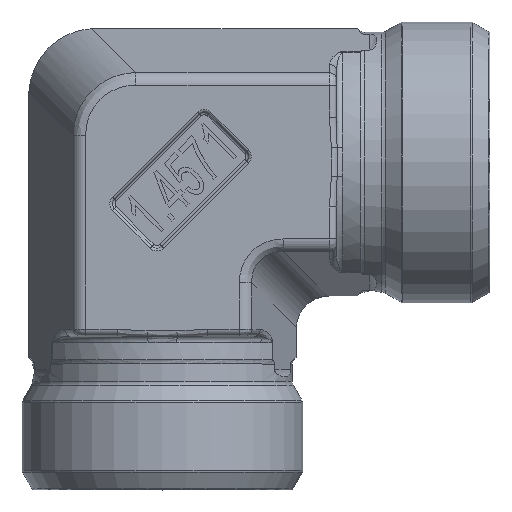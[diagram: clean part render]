
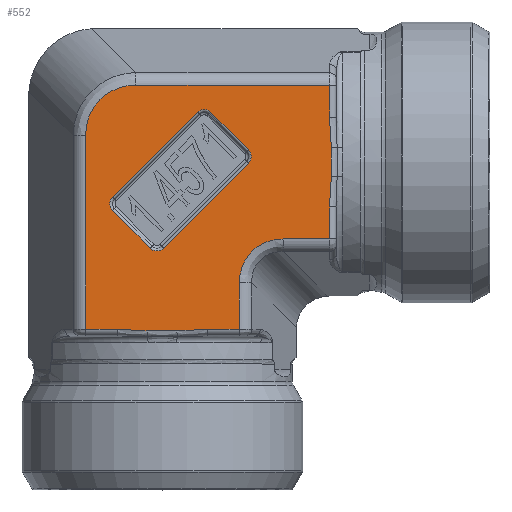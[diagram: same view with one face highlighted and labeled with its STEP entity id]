
A CAD part, top view. The second image highlights one B-rep face of the part: STEP entity #552.
In plain terms, the highlighted planar face has unit normal (0, 0, 1).
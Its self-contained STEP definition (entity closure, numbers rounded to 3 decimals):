
#280=ELLIPSE('',#4685,7.873,7.);
#281=ELLIPSE('',#4686,8.998,8.);
#552=ADVANCED_FACE('',(#1563,#1564),#834,.T.);
#834=PLANE('',#4687);
#962=LINE('',#6750,#1166);
#963=LINE('',#6755,#1167);
#964=LINE('',#6759,#1168);
#965=LINE('',#6763,#1169);
#966=LINE('',#6775,#1170);
#967=LINE('',#6777,#1171);
#968=LINE('',#6781,#1172);
#969=LINE('',#6783,#1173);
#970=LINE('',#6806,#1174);
#971=LINE('',#6808,#1175);
#972=LINE('',#6812,#1176);
#973=LINE('',#6814,#1177);
#1166=VECTOR('',#5180,1.);
#1167=VECTOR('',#5183,1.);
#1168=VECTOR('',#5186,1.);
#1169=VECTOR('',#5189,1.);
#1170=VECTOR('',#5192,1.);
#1171=VECTOR('',#5193,1.);
#1172=VECTOR('',#5196,1.);
#1173=VECTOR('',#5197,1.);
#1174=VECTOR('',#5198,1.);
#1175=VECTOR('',#5199,1.);
#1176=VECTOR('',#5202,1.);
#1177=VECTOR('',#5203,1.);
#1375=CIRCLE('',#4681,1.4);
#1376=CIRCLE('',#4682,1.4);
#1377=CIRCLE('',#4683,1.4);
#1378=CIRCLE('',#4684,1.4);
#1563=FACE_BOUND('',#1647,.T.);
#1564=FACE_BOUND('',#1648,.T.);
#1647=EDGE_LOOP('',(#2084,#2085,#2086,#2087,#2088,#2089,#2090,#2091));
#1648=EDGE_LOOP('',(#2092,#2093,#2094,#2095,#2096,#2097,#2098,#2099,#2100,
#2101,#2102,#2103,#2104,#2105,#2106,#2107));
#2084=ORIENTED_EDGE('',*,*,#3850,.T.);
#2085=ORIENTED_EDGE('',*,*,#3851,.T.);
#2086=ORIENTED_EDGE('',*,*,#3852,.T.);
#2087=ORIENTED_EDGE('',*,*,#3853,.T.);
#2088=ORIENTED_EDGE('',*,*,#3854,.T.);
#2089=ORIENTED_EDGE('',*,*,#3855,.T.);
#2090=ORIENTED_EDGE('',*,*,#3856,.T.);
#2091=ORIENTED_EDGE('',*,*,#3857,.T.);
#2092=ORIENTED_EDGE('',*,*,#3858,.T.);
#2093=ORIENTED_EDGE('',*,*,#3859,.T.);
#2094=ORIENTED_EDGE('',*,*,#3860,.T.);
#2095=ORIENTED_EDGE('',*,*,#3861,.T.);
#2096=ORIENTED_EDGE('',*,*,#3862,.T.);
#2097=ORIENTED_EDGE('',*,*,#3863,.T.);
#2098=ORIENTED_EDGE('',*,*,#3864,.T.);
#2099=ORIENTED_EDGE('',*,*,#3865,.T.);
#2100=ORIENTED_EDGE('',*,*,#3866,.T.);
#2101=ORIENTED_EDGE('',*,*,#3867,.T.);
#2102=ORIENTED_EDGE('',*,*,#3868,.T.);
#2103=ORIENTED_EDGE('',*,*,#3869,.F.);
#2104=ORIENTED_EDGE('',*,*,#3870,.F.);
#2105=ORIENTED_EDGE('',*,*,#3871,.T.);
#2106=ORIENTED_EDGE('',*,*,#3872,.T.);
#2107=ORIENTED_EDGE('',*,*,#3873,.T.);
#3420=VERTEX_POINT('',#6751);
#3421=VERTEX_POINT('',#6752);
#3422=VERTEX_POINT('',#6754);
#3423=VERTEX_POINT('',#6756);
#3424=VERTEX_POINT('',#6758);
#3425=VERTEX_POINT('',#6760);
#3426=VERTEX_POINT('',#6762);
#3427=VERTEX_POINT('',#6764);
#3428=VERTEX_POINT('',#6773);
#3429=VERTEX_POINT('',#6774);
#3430=VERTEX_POINT('',#6776);
#3431=VERTEX_POINT('',#6778);
#3432=VERTEX_POINT('',#6780);
#3433=VERTEX_POINT('',#6782);
#3434=VERTEX_POINT('',#6784);
#3435=VERTEX_POINT('',#6792);
#3436=VERTEX_POINT('',#6797);
#3437=VERTEX_POINT('',#6805);
#3438=VERTEX_POINT('',#6807);
#3439=VERTEX_POINT('',#6809);
#3440=VERTEX_POINT('',#6811);
#3441=VERTEX_POINT('',#6813);
#3442=VERTEX_POINT('',#6815);
#3443=VERTEX_POINT('',#6823);
#3850=EDGE_CURVE('',#3420,#3421,#962,.T.);
#3851=EDGE_CURVE('',#3421,#3422,#1375,.T.);
#3852=EDGE_CURVE('',#3422,#3423,#963,.T.);
#3853=EDGE_CURVE('',#3423,#3424,#1376,.T.);
#3854=EDGE_CURVE('',#3424,#3425,#964,.T.);
#3855=EDGE_CURVE('',#3425,#3426,#1377,.T.);
#3856=EDGE_CURVE('',#3426,#3427,#965,.T.);
#3857=EDGE_CURVE('',#3427,#3420,#1378,.T.);
#3858=EDGE_CURVE('',#3428,#3429,#4468,.T.);
#3859=EDGE_CURVE('',#3429,#3430,#966,.T.);
#3860=EDGE_CURVE('',#3430,#3431,#967,.T.);
#3861=EDGE_CURVE('',#3431,#3432,#280,.T.);
#3862=EDGE_CURVE('',#3432,#3433,#968,.T.);
#3863=EDGE_CURVE('',#3433,#3434,#969,.T.);
#3864=EDGE_CURVE('',#3434,#3435,#4469,.T.);
#3865=EDGE_CURVE('',#3435,#3436,#4470,.T.);
#3866=EDGE_CURVE('',#3436,#3437,#4471,.T.);
#3867=EDGE_CURVE('',#3437,#3438,#970,.T.);
#3868=EDGE_CURVE('',#3438,#3439,#971,.T.);
#3869=EDGE_CURVE('',#3440,#3439,#281,.T.);
#3870=EDGE_CURVE('',#3441,#3440,#972,.T.);
#3871=EDGE_CURVE('',#3441,#3442,#973,.T.);
#3872=EDGE_CURVE('',#3442,#3443,#4472,.T.);
#3873=EDGE_CURVE('',#3443,#3428,#4473,.T.);
#4468=B_SPLINE_CURVE_WITH_KNOTS('',3,(#6766,#6767,#6768,#6769,#6770,#6771,
#6772),.UNSPECIFIED.,.F.,.F.,(4,3,4),(0.,0.875,1.),
 .UNSPECIFIED.);
#4469=B_SPLINE_CURVE_WITH_KNOTS('',3,(#6785,#6786,#6787,#6788,#6789,#6790,
#6791),.UNSPECIFIED.,.F.,.F.,(4,3,4),(0.,0.125,1.),
 .UNSPECIFIED.);
#4470=B_SPLINE_CURVE_WITH_KNOTS('',3,(#6793,#6794,#6795,#6796),
 .UNSPECIFIED.,.F.,.F.,(4,4),(0.,1.),.UNSPECIFIED.);
#4471=B_SPLINE_CURVE_WITH_KNOTS('',3,(#6798,#6799,#6800,#6801,#6802,#6803,
#6804),.UNSPECIFIED.,.F.,.F.,(4,3,4),(0.,0.123,1.),
 .UNSPECIFIED.);
#4472=B_SPLINE_CURVE_WITH_KNOTS('',3,(#6816,#6817,#6818,#6819,#6820,#6821,
#6822),.UNSPECIFIED.,.F.,.F.,(4,3,4),(0.,0.877,1.),
 .UNSPECIFIED.);
#4473=B_SPLINE_CURVE_WITH_KNOTS('',3,(#6824,#6825,#6826,#6827),
 .UNSPECIFIED.,.F.,.F.,(4,4),(0.,1.),.UNSPECIFIED.);
#4681=AXIS2_PLACEMENT_3D('',#6753,#5181,#5182);
#4682=AXIS2_PLACEMENT_3D('',#6757,#5184,#5185);
#4683=AXIS2_PLACEMENT_3D('',#6761,#5187,#5188);
#4684=AXIS2_PLACEMENT_3D('',#6765,#5190,#5191);
#4685=AXIS2_PLACEMENT_3D('',#6779,#5194,#5195);
#4686=AXIS2_PLACEMENT_3D('',#6810,#5200,#5201);
#4687=AXIS2_PLACEMENT_3D('',#6828,#5204,#5205);
#5180=DIRECTION('',(-0.707,-0.707,0.));
#5181=DIRECTION('',(0.,0.,-1.));
#5182=DIRECTION('',(1.,0.,0.));
#5183=DIRECTION('',(-0.707,0.707,0.));
#5184=DIRECTION('',(0.,0.,-1.));
#5185=DIRECTION('',(1.,0.,0.));
#5186=DIRECTION('',(0.707,0.707,0.));
#5187=DIRECTION('',(0.,0.,-1.));
#5188=DIRECTION('',(1.,0.,0.));
#5189=DIRECTION('',(0.707,-0.707,0.));
#5190=DIRECTION('',(0.,0.,-1.));
#5191=DIRECTION('',(1.,0.,0.));
#5192=DIRECTION('',(1.,0.,0.));
#5193=DIRECTION('',(0.,1.,0.));
#5194=DIRECTION('',(0.,0.,-1.));
#5195=DIRECTION('',(0.707,-0.707,0.));
#5196=DIRECTION('',(1.,0.,0.));
#5197=DIRECTION('',(0.,1.,0.));
#5198=DIRECTION('',(0.,1.,0.));
#5199=DIRECTION('',(-1.,0.,0.));
#5200=DIRECTION('',(0.,0.,-1.));
#5201=DIRECTION('',(-0.707,0.707,0.));
#5202=DIRECTION('',(0.,1.,0.));
#5203=DIRECTION('',(1.,0.,0.));
#5204=DIRECTION('',(0.,0.,1.));
#5205=DIRECTION('',(1.,0.,0.));
#6750=CARTESIAN_POINT('',(-0.549,-13.593,20.5));
#6751=CARTESIAN_POINT('',(12.886,-0.158,20.5));
#6752=CARTESIAN_POINT('',(0.158,-12.886,20.5));
#6753=CARTESIAN_POINT('',(-0.832,-11.896,20.5));
#6754=CARTESIAN_POINT('',(-1.821,-12.886,20.5));
#6755=CARTESIAN_POINT('',(-8.185,-6.522,20.5));
#6756=CARTESIAN_POINT('',(-7.478,-7.23,20.5));
#6757=CARTESIAN_POINT('',(-6.488,-6.24,20.5));
#6758=CARTESIAN_POINT('',(-7.478,-5.25,20.5));
#6759=CARTESIAN_POINT('',(5.957,8.185,20.5));
#6760=CARTESIAN_POINT('',(5.25,7.478,20.5));
#6761=CARTESIAN_POINT('',(6.24,6.488,20.5));
#6762=CARTESIAN_POINT('',(7.23,7.478,20.5));
#6763=CARTESIAN_POINT('',(13.593,1.114,20.5));
#6764=CARTESIAN_POINT('',(12.886,1.821,20.5));
#6765=CARTESIAN_POINT('',(11.896,0.832,20.5));
#6766=CARTESIAN_POINT('',(2.157,-25.271,20.5));
#6767=CARTESIAN_POINT('',(3.487,-25.186,20.5));
#6768=CARTESIAN_POINT('',(4.815,-25.044,20.5));
#6769=CARTESIAN_POINT('',(6.148,-25.008,20.5));
#6770=CARTESIAN_POINT('',(6.338,-25.003,20.5));
#6771=CARTESIAN_POINT('',(6.528,-25.,20.5));
#6772=CARTESIAN_POINT('',(6.719,-25.,20.5));
#6773=CARTESIAN_POINT('',(2.157,-25.271,20.5));
#6774=CARTESIAN_POINT('',(6.719,-25.,20.5));
#6775=CARTESIAN_POINT('',(6.549,-25.,20.5));
#6776=CARTESIAN_POINT('',(11.502,-25.,20.5));
#6777=CARTESIAN_POINT('',(11.502,12.903,20.5));
#6778=CARTESIAN_POINT('',(11.502,-18.08,20.5));
#6779=CARTESIAN_POINT('',(18.951,-18.951,20.5));
#6780=CARTESIAN_POINT('',(18.08,-11.502,20.5));
#6781=CARTESIAN_POINT('',(6.549,-11.502,20.5));
#6782=CARTESIAN_POINT('',(25.,-11.502,20.5));
#6783=CARTESIAN_POINT('',(25.,-2.267,20.5));
#6784=CARTESIAN_POINT('',(25.,-6.719,20.5));
#6785=CARTESIAN_POINT('',(25.,-6.719,20.5));
#6786=CARTESIAN_POINT('',(25.,-6.528,20.5));
#6787=CARTESIAN_POINT('',(25.003,-6.338,20.5));
#6788=CARTESIAN_POINT('',(25.008,-6.148,20.5));
#6789=CARTESIAN_POINT('',(25.044,-4.815,20.5));
#6790=CARTESIAN_POINT('',(25.186,-3.487,20.5));
#6791=CARTESIAN_POINT('',(25.271,-2.157,20.5));
#6792=CARTESIAN_POINT('',(25.271,-2.157,20.5));
#6793=CARTESIAN_POINT('',(25.271,-2.157,20.5));
#6794=CARTESIAN_POINT('',(25.363,-0.719,20.5));
#6795=CARTESIAN_POINT('',(25.363,0.719,20.5));
#6796=CARTESIAN_POINT('',(25.271,2.157,20.5));
#6797=CARTESIAN_POINT('',(25.271,2.157,20.5));
#6798=CARTESIAN_POINT('',(25.271,2.157,20.5));
#6799=CARTESIAN_POINT('',(25.259,2.344,20.5));
#6800=CARTESIAN_POINT('',(25.246,2.531,20.5));
#6801=CARTESIAN_POINT('',(25.233,2.719,20.5));
#6802=CARTESIAN_POINT('',(25.135,4.051,20.5));
#6803=CARTESIAN_POINT('',(25.,5.383,20.5));
#6804=CARTESIAN_POINT('',(25.,6.719,20.5));
#6805=CARTESIAN_POINT('',(25.,6.719,20.5));
#6806=CARTESIAN_POINT('',(25.,11.502,20.5));
#6807=CARTESIAN_POINT('',(25.,11.502,20.5));
#6808=CARTESIAN_POINT('',(6.549,11.502,20.5));
#6809=CARTESIAN_POINT('',(-3.985,11.502,20.5));
#6810=CARTESIAN_POINT('',(-2.989,2.989,20.5));
#6811=CARTESIAN_POINT('',(-11.502,3.985,20.5));
#6812=CARTESIAN_POINT('',(-11.502,12.903,20.5));
#6813=CARTESIAN_POINT('',(-11.502,-25.,20.5));
#6814=CARTESIAN_POINT('',(6.549,-25.,20.5));
#6815=CARTESIAN_POINT('',(-6.719,-25.,20.5));
#6816=CARTESIAN_POINT('',(-6.719,-25.,20.5));
#6817=CARTESIAN_POINT('',(-5.383,-25.,20.5));
#6818=CARTESIAN_POINT('',(-4.051,-25.135,20.5));
#6819=CARTESIAN_POINT('',(-2.719,-25.233,20.5));
#6820=CARTESIAN_POINT('',(-2.531,-25.246,20.5));
#6821=CARTESIAN_POINT('',(-2.344,-25.259,20.5));
#6822=CARTESIAN_POINT('',(-2.157,-25.271,20.5));
#6823=CARTESIAN_POINT('',(-2.157,-25.271,20.5));
#6824=CARTESIAN_POINT('',(-2.157,-25.271,20.5));
#6825=CARTESIAN_POINT('',(-0.719,-25.363,20.5));
#6826=CARTESIAN_POINT('',(0.719,-25.363,20.5));
#6827=CARTESIAN_POINT('',(2.157,-25.271,20.5));
#6828=CARTESIAN_POINT('',(6.549,12.903,20.5));
